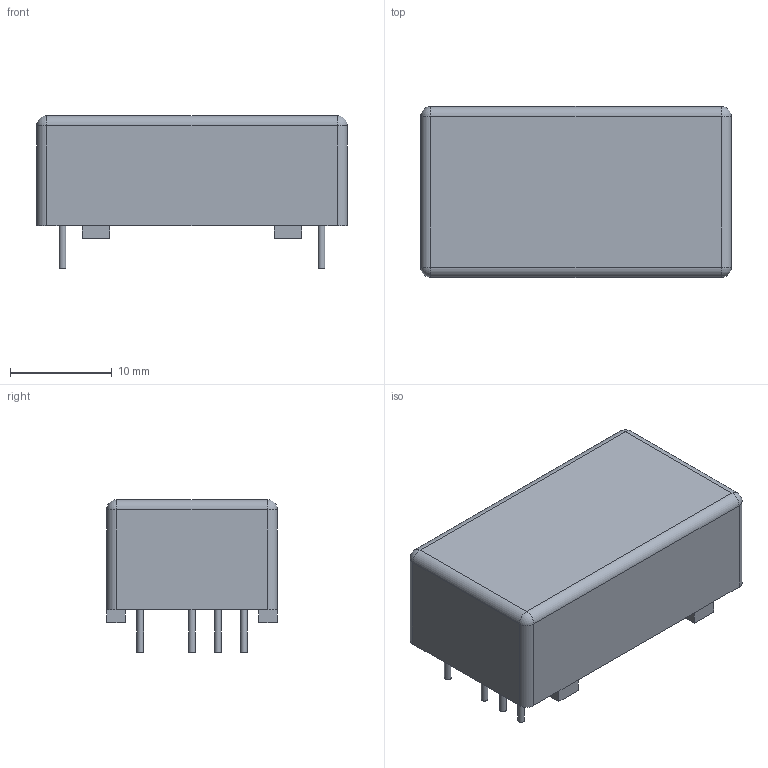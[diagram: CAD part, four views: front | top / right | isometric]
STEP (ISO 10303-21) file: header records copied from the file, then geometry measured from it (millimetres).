
FILE_DESCRIPTION(('FreeCAD Model'),'2;1');
FILE_NAME('Open CASCADE Shape Model','2023-09-02T00:23:43',( 'kicad StepUp'),('ksu MCAD'),'Open CASCADE STEP processor 7.6', 'FreeCAD','Unknown');
FILE_SCHEMA(('CONFIG_CONTROL_DESIGN','SHAPE_APPEARANCE_LAYER_MIM'));
Length unit declared in the file: millimetre
Products named in the file (1): Relay_DPST_COTO_3602
Bounding box: 30.48 x 16.76 x 14.98 mm (x, y, z)
Volume: 5519.9 mm3; surface area: 2088 mm2
Topology: 1 solids, 1 shells, 52 faces, 113 edges, 66 vertices
Faces by surface type: plane 33, cylinder 15, sphere 4
Full cylindrical faces by diameter (mm): 0.66 x7
Entity records: 1415 total; most frequent: DIRECTION 245, CARTESIAN_POINT 228, ORIENTED_EDGE 218, EDGE_CURVE 109, AXIS2_PLACEMENT_3D 83, LINE 79, VECTOR 79, VERTEX_POINT 66
